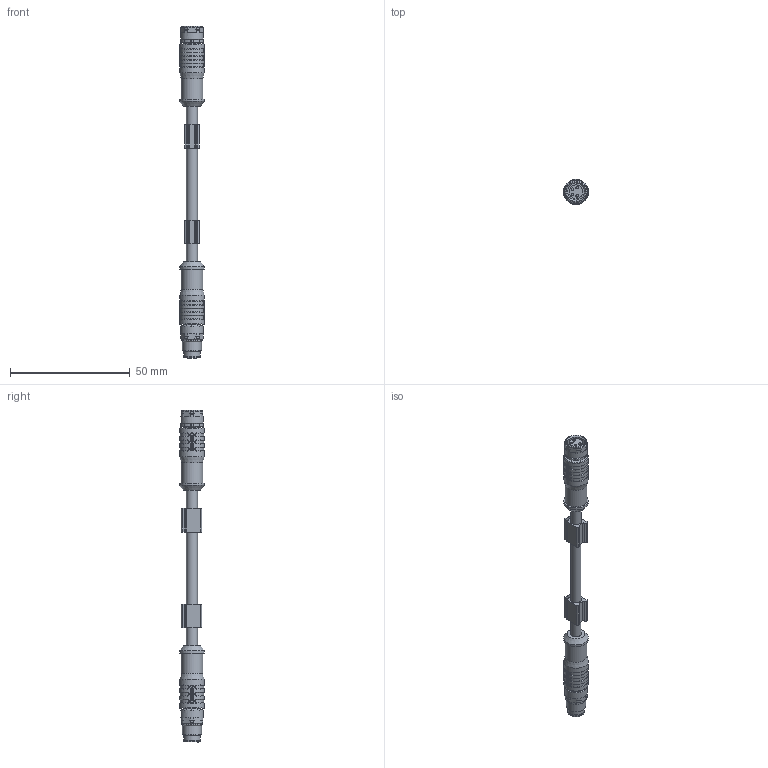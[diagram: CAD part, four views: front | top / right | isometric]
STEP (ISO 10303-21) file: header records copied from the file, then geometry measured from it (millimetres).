
FILE_DESCRIPTION(/* description */ (''),/* implementation_level */ '2;1');
FILE_NAME(/* name */ '5020709_IE-SKPS4.027-...-IE-SSPS4.027_S3400.stp',/* time_stamp */ '2014-08-14T16:15:24+02:00',/* author */ (''),/* organization */ (''),/* preprocessor_version */ 'ST-DEVELOPER v14',/* originating_system */ 'SIEMENS PLM Software NX 8.0',/* authorisation */ '');
FILE_SCHEMA (('AUTOMOTIVE_DESIGN { 1 0 10303 214 3 1 1 1 }'));
Length unit declared in the file: millimetre
Products named in the file (1): 5012192__Leitung_D_4_4_ohne_Litzen_part_81320
Bounding box: 10.3 x 10.3 x 138.6 mm (x, y, z)
Volume: 6476 mm3; surface area: 4823.9 mm2
Topology: 1 solids, 4 shells, 648 faces, 1650 edges, 1064 vertices
Faces by surface type: plane 312, cylinder 144, torus 53, extrusion 48, bspline 48, cone 38, sphere 5
Full cylindrical faces by diameter (mm): 1 x5, 1.075 x4, 4.6 x3, 5.65 x1, 5.775 x1, 6.2 x2, 6.275 x1, 6.35 x1, 6.85 x1, 6.9 x1, 6.95 x1, 8 x1, 8.2 x1, 8.8 x2, 9.1 x2, 9.6 x3, 10.3 x4
Entity records: 28716 total; most frequent: CARTESIAN_POINT 9672, ORIENTED_EDGE 3108, DIRECTION 2850, EDGE_CURVE 1554, VERTEX_POINT 1030, AXIS2_PLACEMENT_3D 988, VECTOR 874, LINE 826
